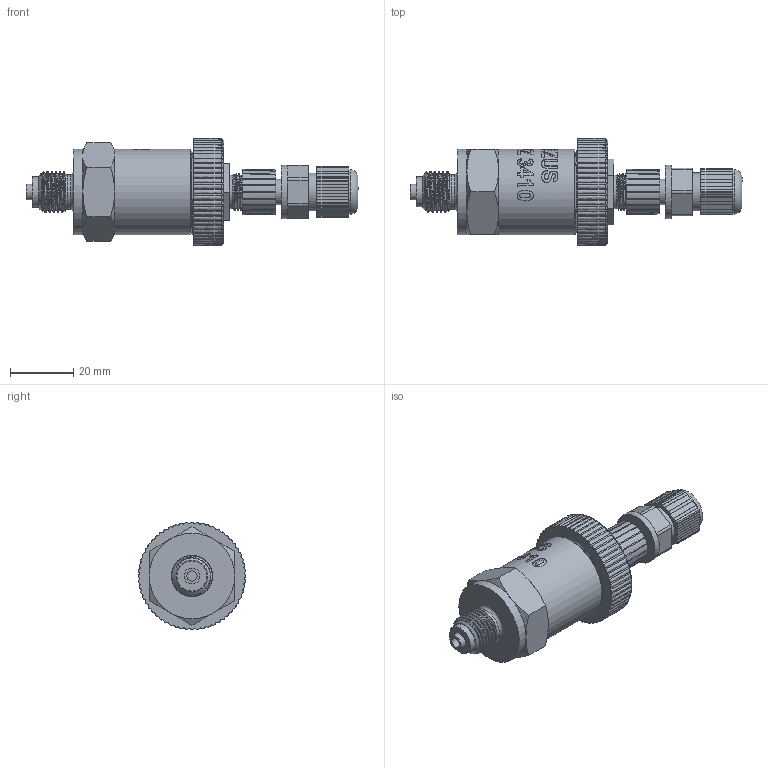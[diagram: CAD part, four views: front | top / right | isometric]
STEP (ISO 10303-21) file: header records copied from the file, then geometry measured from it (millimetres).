
FILE_DESCRIPTION(/* description */ (''),/* implementation_level */ '2;1');
FILE_NAME(/* name */ 'APZ3410_G1''4EN_M12x1-straight.step',/* time_stamp */ '2021-07-09T14:27:30+03:00',/* author */ (''),/* organization */ (''),/* preprocessor_version */ 'ST-DEVELOPER v18.1',/* originating_system */ 'Autodesk Translation Framework v10.9.0.1377',/* authorisation */ '');
FILE_SCHEMA (('AUTOMOTIVE_DESIGN { 1 0 10303 214 3 1 1 }'));
Products named in the file (6): (Unsaved); OMAL nut M27x1.5 v8; M12x1 male v16; Ш100.000.002 v4; M12x1 female straight v9; G 1/4 EN
Assembly tree (5 placements, depth 2):
  (Unsaved)
    OMAL nut M27x1.5 v8
    M12x1 male v16
    Ш100.000.002 v4
    M12x1 female straight v9
    G 1/4 EN
Bounding box: 105.04 x 34 x 34 mm (x, y, z)
Volume: 39566.2 mm3; surface area: 17613.2 mm2
Topology: 16 solids, 16 shells, 907 faces, 2526 edges, 1693 vertices
Faces by surface type: bspline 454, plane 262, cylinder 138, cone 47, torus 6
Full cylindrical faces by diameter (mm): 1 x12, 1.5 x4, 3.3 x1, 5 x1, 7.3 x1, 8 x3, 8.2 x1, 9.5 x1, 10.293 x1, 10.6 x2, 10.741 x6, 11 x1, 11.445 x4, 11.884 x5, 12 x1, 14 x2, 14.137 x4, 14.526 x3, 15.85 x3, 16.203 x3, 17 x1, 21.4 x2, 22.3 x1, 24.5 x1, 25.132 x4, 25.526 x4, 26.85 x3, 27 x2, 27.208 x5
Entity records: 64493 total; most frequent: CARTESIAN_POINT 43889, ORIENTED_EDGE 5052, DIRECTION 2856, EDGE_CURVE 2526, VERTEX_POINT 1693, LINE 1172, VECTOR 1172, EDGE_LOOP 964
